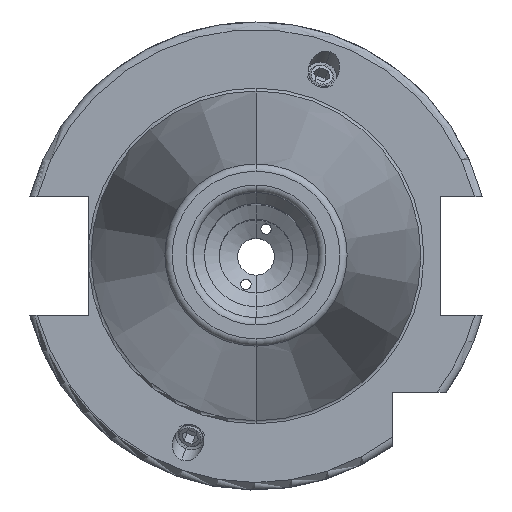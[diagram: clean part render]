
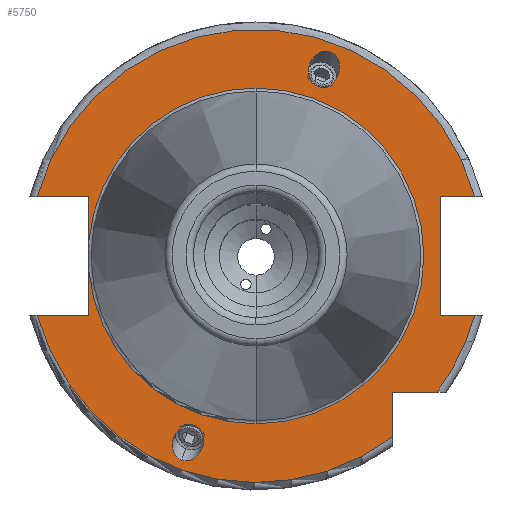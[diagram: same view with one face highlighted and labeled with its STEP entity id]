
A CAD part, top view. The second image highlights one B-rep face of the part: STEP entity #5750.
In plain terms, the highlighted planar face has unit normal (0, 0, 1).
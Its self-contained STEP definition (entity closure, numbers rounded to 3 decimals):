
#1854=CARTESIAN_POINT('',(0,0,15.9));
#1855=DIRECTION('',(0,0,1));
#1856=DIRECTION('',(0.965,0.262,0));
#1857=AXIS2_PLACEMENT_3D('',#1854,#1855,#1856);
#1905=CARTESIAN_POINT('',(0,0,15.9));
#1906=DIRECTION('',(0,0,1));
#1907=DIRECTION('',(-0.965,-0.262,0));
#1908=AXIS2_PLACEMENT_3D('',#1905,#1906,#1907);
#1921=DIRECTION('',(1,0,0));
#1922=VECTOR('',#1921,7.004);
#1923=CARTESIAN_POINT('',(-29.704,-8.05,15.9));
#1924=LINE('',#1923,#1922);
#1925=DIRECTION('',(0,1,0));
#1926=VECTOR('',#1925,5.917);
#1927=CARTESIAN_POINT('',(-22.7,-8.05,15.9));
#1928=LINE('',#1927,#1926);
#1929=DIRECTION('',(0,1,0));
#1930=VECTOR('',#1929,5.917);
#1931=CARTESIAN_POINT('',(-22.7,2.133,15.9));
#1932=LINE('',#1931,#1930);
#1933=DIRECTION('',(1,0,0));
#1934=VECTOR('',#1933,7.004);
#1935=CARTESIAN_POINT('',(-29.704,8.05,15.9));
#1936=LINE('',#1935,#1934);
#1937=DIRECTION('',(-1,0,0));
#1938=VECTOR('',#1937,4.704);
#1939=CARTESIAN_POINT('',(29.704,8.05,15.9));
#1940=LINE('',#1939,#1938);
#1941=DIRECTION('',(0,-1,0));
#1942=VECTOR('',#1941,16.1);
#1943=CARTESIAN_POINT('',(25,8.05,15.9));
#1944=LINE('',#1943,#1942);
#1945=DIRECTION('',(-1,0,0));
#1946=VECTOR('',#1945,4.704);
#1947=CARTESIAN_POINT('',(29.704,-8.05,15.9));
#1948=LINE('',#1947,#1946);
#1949=CARTESIAN_POINT('',(0,0,15.9));
#1950=DIRECTION('',(0,0,1));
#1951=DIRECTION('',(0.799,-0.601,0));
#1952=AXIS2_PLACEMENT_3D('',#1949,#1950,#1951);
#1954=DIRECTION('',(-1,0,0));
#1955=VECTOR('',#1954,6.094);
#1956=CARTESIAN_POINT('',(24.594,-18.5,15.9));
#1957=LINE('',#1956,#1955);
#1958=DIRECTION('',(0,1,0));
#1959=VECTOR('',#1958,6.094);
#1960=CARTESIAN_POINT('',(18.5,-24.594,15.9));
#1961=LINE('',#1960,#1959);
#1962=CARTESIAN_POINT('',(10.09,27.723,15.9));
#1963=CARTESIAN_POINT('',(9.863,27.806,15.9));
#1964=CARTESIAN_POINT('',(9.337,27.884,15.9));
#1965=CARTESIAN_POINT('',(8.455,27.594,15.9));
#1966=CARTESIAN_POINT('',(7.834,27.033,15.9));
#1967=CARTESIAN_POINT('',(7.483,26.49,15.9));
#1968=CARTESIAN_POINT('',(7.298,26.077,15.9));
#1969=CARTESIAN_POINT('',(7.174,25.641,15.9));
#1970=CARTESIAN_POINT('',(7.094,25.,15.9));
#1971=CARTESIAN_POINT('',(7.208,24.17,15.9));
#1972=CARTESIAN_POINT('',(7.698,23.381,15.9));
#1973=CARTESIAN_POINT('',(8.152,23.103,15.9));
#1974=CARTESIAN_POINT('',(8.379,23.02,15.9));
#1976=CARTESIAN_POINT('',(8.379,23.02,15.9));
#1977=CARTESIAN_POINT('',(8.606,22.937,15.9));
#1978=CARTESIAN_POINT('',(9.133,22.859,15.9));
#1979=CARTESIAN_POINT('',(10.014,23.149,15.9));
#1980=CARTESIAN_POINT('',(10.635,23.711,15.9));
#1981=CARTESIAN_POINT('',(10.986,24.253,15.9));
#1982=CARTESIAN_POINT('',(11.171,24.667,15.9));
#1983=CARTESIAN_POINT('',(11.295,25.103,15.9));
#1984=CARTESIAN_POINT('',(11.375,25.744,15.9));
#1985=CARTESIAN_POINT('',(11.261,26.573,15.9));
#1986=CARTESIAN_POINT('',(10.771,27.362,15.9));
#1987=CARTESIAN_POINT('',(10.318,27.641,15.9));
#1988=CARTESIAN_POINT('',(10.09,27.723,15.9));
#1990=CARTESIAN_POINT('',(-10.09,-27.723,15.9));
#1991=CARTESIAN_POINT('',(-10.318,-27.641,15.9));
#1992=CARTESIAN_POINT('',(-10.771,-27.362,15.9));
#1993=CARTESIAN_POINT('',(-11.261,-26.573,15.9));
#1994=CARTESIAN_POINT('',(-11.375,-25.744,15.9));
#1995=CARTESIAN_POINT('',(-11.295,-25.103,15.9));
#1996=CARTESIAN_POINT('',(-11.171,-24.667,15.9));
#1997=CARTESIAN_POINT('',(-10.986,-24.253,15.9));
#1998=CARTESIAN_POINT('',(-10.635,-23.711,15.9));
#1999=CARTESIAN_POINT('',(-10.014,-23.149,15.9));
#2000=CARTESIAN_POINT('',(-9.133,-22.859,15.9));
#2001=CARTESIAN_POINT('',(-8.606,-22.937,15.9));
#2002=CARTESIAN_POINT('',(-8.379,-23.02,15.9));
#2004=CARTESIAN_POINT('',(-8.379,-23.02,15.9));
#2005=CARTESIAN_POINT('',(-8.152,-23.103,15.9));
#2006=CARTESIAN_POINT('',(-7.698,-23.381,15.9));
#2007=CARTESIAN_POINT('',(-7.208,-24.17,15.9));
#2008=CARTESIAN_POINT('',(-7.094,-25.,15.9));
#2009=CARTESIAN_POINT('',(-7.174,-25.641,15.9));
#2010=CARTESIAN_POINT('',(-7.298,-26.077,15.9));
#2011=CARTESIAN_POINT('',(-7.483,-26.49,15.9));
#2012=CARTESIAN_POINT('',(-7.834,-27.033,15.9));
#2013=CARTESIAN_POINT('',(-8.455,-27.594,15.9));
#2014=CARTESIAN_POINT('',(-9.337,-27.884,15.9));
#2015=CARTESIAN_POINT('',(-9.863,-27.806,15.9));
#2016=CARTESIAN_POINT('',(-10.09,-27.723,15.9));
#2028=CARTESIAN_POINT('',(0,0,15.9));
#2029=DIRECTION('',(0,0,1));
#2030=DIRECTION('',(0,1,0));
#2031=AXIS2_PLACEMENT_3D('',#2028,#2029,#2030);
#2043=CARTESIAN_POINT('',(0,0,15.9));
#2044=DIRECTION('',(0,0,1));
#2045=DIRECTION('',(-0.996,-0.094,0));
#2046=AXIS2_PLACEMENT_3D('',#2043,#2044,#2045);
#2048=CARTESIAN_POINT('',(0,0,15.9));
#2049=DIRECTION('',(0,0,-1));
#2050=DIRECTION('',(0,1,0));
#2051=AXIS2_PLACEMENT_3D('',#2048,#2049,#2050);
#3314=CARTESIAN_POINT('',(0,22.8,15.9));
#3316=VERTEX_POINT('',#3314);
#3336=CARTESIAN_POINT('',(0,-22.8,15.9));
#3338=VERTEX_POINT('',#3336);
#3484=CARTESIAN_POINT('',(-29.704,-8.05,15.9));
#3485=CARTESIAN_POINT('',(-22.7,-8.05,15.9));
#3486=VERTEX_POINT('',#3484);
#3487=VERTEX_POINT('',#3485);
#3488=CARTESIAN_POINT('',(-22.7,-2.133,15.9));
#3489=VERTEX_POINT('',#3488);
#3490=CARTESIAN_POINT('',(-22.7,2.133,15.9));
#3491=CARTESIAN_POINT('',(-22.7,8.05,15.9));
#3492=VERTEX_POINT('',#3490);
#3493=VERTEX_POINT('',#3491);
#3494=CARTESIAN_POINT('',(-29.704,8.05,15.9));
#3495=VERTEX_POINT('',#3494);
#3496=CARTESIAN_POINT('',(25,8.05,15.9));
#3497=CARTESIAN_POINT('',(25,-8.05,15.9));
#3498=VERTEX_POINT('',#3496);
#3499=VERTEX_POINT('',#3497);
#3500=CARTESIAN_POINT('',(29.704,-8.05,15.9));
#3501=VERTEX_POINT('',#3500);
#3502=CARTESIAN_POINT('',(29.704,8.05,15.9));
#3503=VERTEX_POINT('',#3502);
#3504=CARTESIAN_POINT('',(18.5,-24.594,15.9));
#3505=CARTESIAN_POINT('',(18.5,-18.5,15.9));
#3506=VERTEX_POINT('',#3504);
#3507=VERTEX_POINT('',#3505);
#3508=CARTESIAN_POINT('',(24.594,-18.5,15.9));
#3509=VERTEX_POINT('',#3508);
#3594=VERTEX_POINT('',#1962);
#3595=VERTEX_POINT('',#1974);
#3646=CARTESIAN_POINT('',(-10.09,-27.723,15.9));
#3648=VERTEX_POINT('',#3646);
#3653=CARTESIAN_POINT('',(-8.379,-23.02,15.9));
#3654=VERTEX_POINT('',#3653);
#5711=CARTESIAN_POINT('',(0,0,15.9));
#5712=DIRECTION('',(0,0,-1));
#5713=DIRECTION('',(0,-1,0));
#5714=AXIS2_PLACEMENT_3D('',#5711,#5712,#5713);
#5715=PLANE('',#5714);
#5716=ORIENTED_EDGE('',*,*,#4930,.T.);
#5717=ORIENTED_EDGE('',*,*,#4969,.T.);
#5719=ORIENTED_EDGE('',*,*,#5718,.T.);
#5721=ORIENTED_EDGE('',*,*,#5720,.F.);
#5723=ORIENTED_EDGE('',*,*,#5722,.T.);
#5724=ORIENTED_EDGE('',*,*,#4965,.T.);
#5725=ORIENTED_EDGE('',*,*,#5003,.F.);
#5726=ORIENTED_EDGE('',*,*,#5689,.F.);
#5728=ORIENTED_EDGE('',*,*,#5727,.T.);
#5730=ORIENTED_EDGE('',*,*,#5729,.T.);
#5731=ORIENTED_EDGE('',*,*,#5079,.F.);
#5732=ORIENTED_EDGE('',*,*,#5679,.F.);
#5733=ORIENTED_EDGE('',*,*,#5136,.T.);
#5734=ORIENTED_EDGE('',*,*,#5187,.F.);
#5735=ORIENTED_EDGE('',*,*,#5705,.F.);
#5736=EDGE_LOOP('',(#5716,#5717,#5719,#5721,#5723,#5724,#5725,#5726,#5728,#5730,
#5731,#5732,#5733,#5734,#5735));
#5737=FACE_OUTER_BOUND('',#5736,.F.);
#5739=ORIENTED_EDGE('',*,*,#5738,.T.);
#5741=ORIENTED_EDGE('',*,*,#5740,.T.);
#5742=EDGE_LOOP('',(#5739,#5741));
#5743=FACE_BOUND('',#5742,.F.);
#5745=ORIENTED_EDGE('',*,*,#5744,.F.);
#5747=ORIENTED_EDGE('',*,*,#5746,.F.);
#5748=EDGE_LOOP('',(#5745,#5747));
#5749=FACE_BOUND('',#5748,.F.);
#5750=ADVANCED_FACE('',(#5737,#5743,#5749),#5715,.F.);
#1858=CIRCLE('',#1857,30.775);
#1909=CIRCLE('',#1908,30.775);
#1953=CIRCLE('',#1952,30.775);
#1975=B_SPLINE_CURVE_WITH_KNOTS('',3,(#1962,#1963,#1964,#1965,#1966,#1967,#1968,
#1969,#1970,#1971,#1972,#1973,#1974),.UNSPECIFIED.,.F.,.F.,(4,1,1,1,1,1,1,1,1,1,
4),(0,0.125,0.25,0.375,0.438,0.5,0.563,0.625,0.75,0.875,
1.0),.UNSPECIFIED.);
#1989=B_SPLINE_CURVE_WITH_KNOTS('',3,(#1976,#1977,#1978,#1979,#1980,#1981,#1982,
#1983,#1984,#1985,#1986,#1987,#1988),.UNSPECIFIED.,.F.,.F.,(4,1,1,1,1,1,1,1,1,1,
4),(0,0.125,0.25,0.375,0.438,0.5,0.563,0.625,0.75,0.875,
1.0),.UNSPECIFIED.);
#2003=B_SPLINE_CURVE_WITH_KNOTS('',3,(#1990,#1991,#1992,#1993,#1994,#1995,#1996,
#1997,#1998,#1999,#2000,#2001,#2002),.UNSPECIFIED.,.F.,.F.,(4,1,1,1,1,1,1,1,1,1,
4),(0,0.125,0.25,0.375,0.438,0.5,0.563,0.625,0.75,0.875,
1.0),.UNSPECIFIED.);
#2017=B_SPLINE_CURVE_WITH_KNOTS('',3,(#2004,#2005,#2006,#2007,#2008,#2009,#2010,
#2011,#2012,#2013,#2014,#2015,#2016),.UNSPECIFIED.,.F.,.F.,(4,1,1,1,1,1,1,1,1,1,
4),(0,0.125,0.25,0.375,0.438,0.5,0.563,0.625,0.75,0.875,
1.0),.UNSPECIFIED.);
#2032=CIRCLE('',#2031,22.8);
#2047=CIRCLE('',#2046,22.8);
#2052=CIRCLE('',#2051,22.8);
#4930=EDGE_CURVE('',#3486,#3487,#1924,.T.);
#4965=EDGE_CURVE('',#3492,#3493,#1932,.T.);
#4969=EDGE_CURVE('',#3487,#3489,#1928,.T.);
#5003=EDGE_CURVE('',#3495,#3493,#1936,.T.);
#5079=EDGE_CURVE('',#3501,#3499,#1948,.T.);
#5136=EDGE_CURVE('',#3509,#3507,#1957,.T.);
#5187=EDGE_CURVE('',#3506,#3507,#1961,.T.);
#5679=EDGE_CURVE('',#3509,#3501,#1953,.T.);
#5689=EDGE_CURVE('',#3503,#3495,#1858,.T.);
#5705=EDGE_CURVE('',#3486,#3506,#1909,.T.);
#5718=EDGE_CURVE('',#3489,#3338,#2047,.T.);
#5720=EDGE_CURVE('',#3316,#3338,#2052,.T.);
#5722=EDGE_CURVE('',#3316,#3492,#2032,.T.);
#5727=EDGE_CURVE('',#3503,#3498,#1940,.T.);
#5729=EDGE_CURVE('',#3498,#3499,#1944,.T.);
#5738=EDGE_CURVE('',#3594,#3595,#1975,.T.);
#5740=EDGE_CURVE('',#3595,#3594,#1989,.T.);
#5744=EDGE_CURVE('',#3648,#3654,#2003,.T.);
#5746=EDGE_CURVE('',#3654,#3648,#2017,.T.);
